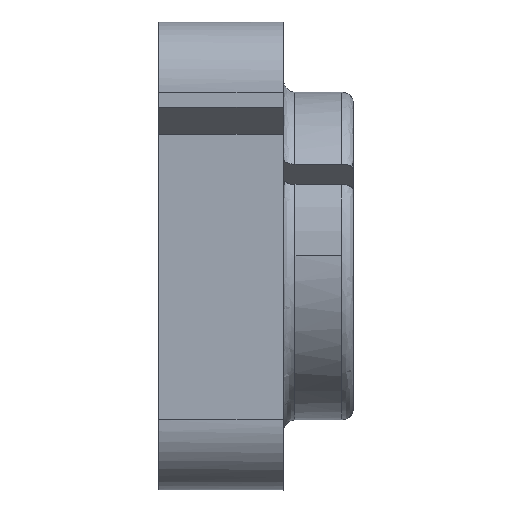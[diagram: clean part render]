
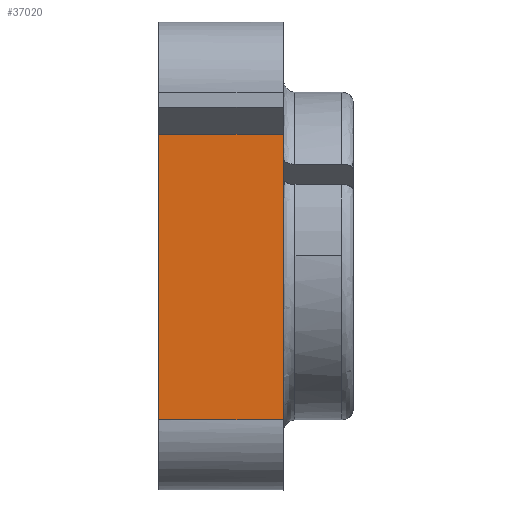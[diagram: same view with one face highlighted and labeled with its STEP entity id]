
A CAD part, front view. The second image highlights one B-rep face of the part: STEP entity #37020.
In plain terms, the highlighted free-form (B-spline) face has degree [1, 1] with [2, 2] control points.
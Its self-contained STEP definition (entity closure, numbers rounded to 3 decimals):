
#36670 = CARTESIAN_POINT ('', (0., -30., -21.));
#36680 = VERTEX_POINT ('', #36670);
#36690 = CARTESIAN_POINT ('', (16., -30., -21.));
#36700 = VERTEX_POINT ('', #36690);
#36710 = CARTESIAN_POINT ('', (0., -30., -21.));
#36720 = CARTESIAN_POINT ('', (16., -30., -21.));
#36730 = B_SPLINE_CURVE_WITH_KNOTS ('', 1, (#36710, #36720), .UNSPECIFIED., .F., .U., (2, 2), (0., 1.), .UNSPECIFIED.);
#36740 = EDGE_CURVE ('', #36680, #36700, #36730, .T.);
#36750 = ORIENTED_EDGE ('', *, *, #36740, .T.);
#36760 = CARTESIAN_POINT ('', (16., -30., 15.588));
#36770 = VERTEX_POINT ('', #36760);
#36780 = CARTESIAN_POINT ('', (16., -30., -21.));
#36790 = CARTESIAN_POINT ('', (16., -30., 15.588));
#36800 = B_SPLINE_CURVE_WITH_KNOTS ('', 1, (#36780, #36790), .UNSPECIFIED., .F., .U., (2, 2), (0., 1.), .UNSPECIFIED.);
#36810 = EDGE_CURVE ('', #36700, #36770, #36800, .T.);
#36820 = ORIENTED_EDGE ('', *, *, #36810, .T.);
#36830 = CARTESIAN_POINT ('', (0., -30., 15.588));
#36840 = VERTEX_POINT ('', #36830);
#36850 = CARTESIAN_POINT ('', (16., -30., 15.588));
#36860 = CARTESIAN_POINT ('', (0., -30., 15.588));
#36870 = B_SPLINE_CURVE_WITH_KNOTS ('', 1, (#36850, #36860), .UNSPECIFIED., .F., .U., (2, 2), (0., 1.), .UNSPECIFIED.);
#36880 = EDGE_CURVE ('', #36770, #36840, #36870, .T.);
#36890 = ORIENTED_EDGE ('', *, *, #36880, .T.);
#36900 = CARTESIAN_POINT ('', (0., -30., 15.588));
#36910 = CARTESIAN_POINT ('', (0., -30., -21.));
#36920 = B_SPLINE_CURVE_WITH_KNOTS ('', 1, (#36900, #36910), .UNSPECIFIED., .F., .U., (2, 2), (0., 1.), .UNSPECIFIED.);
#36930 = EDGE_CURVE ('', #36840, #36680, #36920, .T.);
#36940 = ORIENTED_EDGE ('', *, *, #36930, .T.);
#36950 = EDGE_LOOP ('', (#36750, #36820, #36890, #36940));
#36960 = FACE_OUTER_BOUND ('', #36950, .T.);
#36970 = CARTESIAN_POINT ('', (16., -30., -21.));
#36980 = CARTESIAN_POINT ('', (0., -30., -21.));
#36990 = CARTESIAN_POINT ('', (16., -30., 15.588));
#37000 = CARTESIAN_POINT ('', (0., -30., 15.588));
#37010 = B_SPLINE_SURFACE_WITH_KNOTS ('', 1, 1, ((#36970, #36980), (#36990, #37000)), .UNSPECIFIED., .F., .F., .U., (2, 2), (2, 2), (0., 1.), (0., 1.), .UNSPECIFIED.);
#37020 = ADVANCED_FACE ('', (#36960), #37010, .T.);
